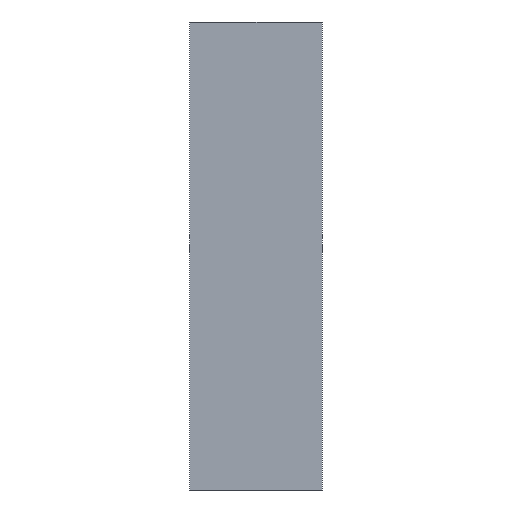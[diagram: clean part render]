
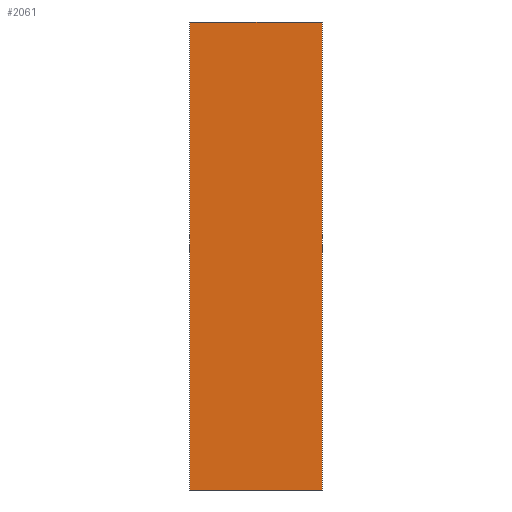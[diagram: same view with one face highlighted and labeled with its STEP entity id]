
A CAD part, left-side view. The second image highlights one B-rep face of the part: STEP entity #2061.
In plain terms, the highlighted planar face has unit normal (-1, 0, 0).
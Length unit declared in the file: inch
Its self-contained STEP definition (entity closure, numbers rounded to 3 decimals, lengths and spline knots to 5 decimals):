
#43=FACE_OUTER_BOUND('',#161,.T.);
#161=EDGE_LOOP('',(#1359,#1360,#1361,#1362));
#307=LINE('',#2845,#599);
#308=LINE('',#2847,#600);
#309=LINE('',#2849,#601);
#310=LINE('',#2850,#602);
#599=VECTOR('',#2315,0.3937);
#600=VECTOR('',#2316,0.3937);
#601=VECTOR('',#2317,0.3937);
#602=VECTOR('',#2318,0.3937);
#891=VERTEX_POINT('',#2843);
#892=VERTEX_POINT('',#2844);
#893=VERTEX_POINT('',#2846);
#894=VERTEX_POINT('',#2848);
#1067=EDGE_CURVE('',#891,#892,#307,.T.);
#1068=EDGE_CURVE('',#892,#893,#308,.T.);
#1069=EDGE_CURVE('',#894,#893,#309,.T.);
#1070=EDGE_CURVE('',#891,#894,#310,.T.);
#1359=ORIENTED_EDGE('',*,*,#1067,.T.);
#1360=ORIENTED_EDGE('',*,*,#1068,.T.);
#1361=ORIENTED_EDGE('',*,*,#1069,.F.);
#1362=ORIENTED_EDGE('',*,*,#1070,.F.);
#1943=PLANE('',#2193);
#2061=ADVANCED_FACE('',(#43),#1943,.T.);
#2193=AXIS2_PLACEMENT_3D('',#2842,#2313,#2314);
#2313=DIRECTION('center_axis',(-1.,0.,0.));
#2314=DIRECTION('ref_axis',(0.,-1.,0.));
#2315=DIRECTION('',(0.,-1.,0.));
#2316=DIRECTION('',(0.,0.,1.));
#2317=DIRECTION('',(0.,-1.,0.));
#2318=DIRECTION('',(0.,0.,1.));
#2842=CARTESIAN_POINT('Origin',(0.,0.095,0.));
#2843=CARTESIAN_POINT('',(0.,0.095,0.));
#2844=CARTESIAN_POINT('',(0.,0.,0.));
#2845=CARTESIAN_POINT('',(0.,0.095,0.));
#2846=CARTESIAN_POINT('',(0.,0.,0.335));
#2847=CARTESIAN_POINT('',(0.,0.,0.));
#2848=CARTESIAN_POINT('',(0.,0.095,0.335));
#2849=CARTESIAN_POINT('',(0.,0.095,0.335));
#2850=CARTESIAN_POINT('',(0.,0.095,0.));
